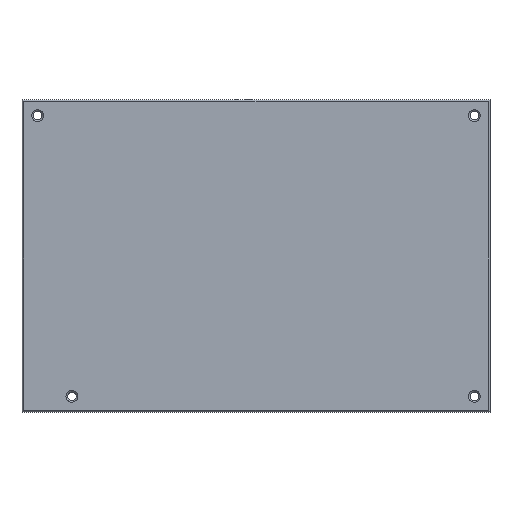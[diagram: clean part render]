
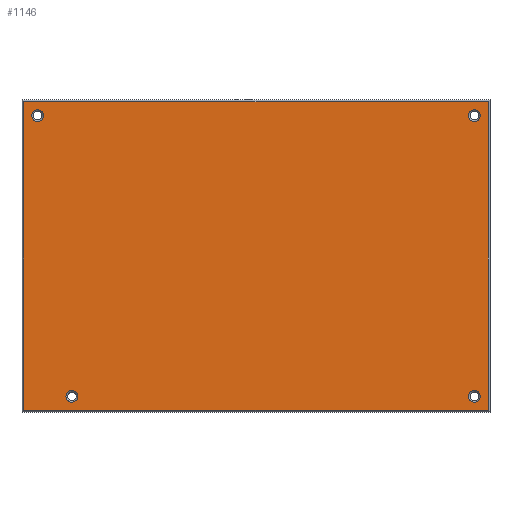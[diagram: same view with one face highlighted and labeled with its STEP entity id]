
A CAD part, top view. The second image highlights one B-rep face of the part: STEP entity #1146.
In plain terms, the highlighted planar face has unit normal (0, 0, 1).
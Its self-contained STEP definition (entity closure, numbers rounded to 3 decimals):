
#28=FACE_BOUND('',#133,.T.);
#29=FACE_BOUND('',#134,.T.);
#30=FACE_BOUND('',#135,.T.);
#31=FACE_BOUND('',#136,.T.);
#44=CIRCLE('',#1229,1.9);
#45=CIRCLE('',#1230,1.9);
#46=CIRCLE('',#1231,1.9);
#47=CIRCLE('',#1232,1.9);
#69=FACE_OUTER_BOUND('',#132,.T.);
#132=EDGE_LOOP('',(#802,#803,#804,#805));
#133=EDGE_LOOP('',(#806));
#134=EDGE_LOOP('',(#807));
#135=EDGE_LOOP('',(#808));
#136=EDGE_LOOP('',(#809));
#200=LINE('',#1626,#342);
#204=LINE('',#1634,#346);
#207=LINE('',#1640,#349);
#211=LINE('',#1646,#353);
#342=VECTOR('',#1308,10.);
#346=VECTOR('',#1314,10.);
#349=VECTOR('',#1319,10.);
#353=VECTOR('',#1325,10.);
#484=VERTEX_POINT('',#1624);
#485=VERTEX_POINT('',#1625);
#488=VERTEX_POINT('',#1633);
#490=VERTEX_POINT('',#1639);
#515=VERTEX_POINT('',#1698);
#516=VERTEX_POINT('',#1700);
#517=VERTEX_POINT('',#1702);
#518=VERTEX_POINT('',#1704);
#592=EDGE_CURVE('',#484,#485,#200,.T.);
#596=EDGE_CURVE('',#485,#488,#204,.T.);
#599=EDGE_CURVE('',#488,#490,#207,.T.);
#603=EDGE_CURVE('',#490,#484,#211,.T.);
#629=EDGE_CURVE('',#515,#515,#44,.T.);
#630=EDGE_CURVE('',#516,#516,#45,.T.);
#631=EDGE_CURVE('',#517,#517,#46,.T.);
#632=EDGE_CURVE('',#518,#518,#47,.T.);
#802=ORIENTED_EDGE('',*,*,#592,.F.);
#803=ORIENTED_EDGE('',*,*,#603,.F.);
#804=ORIENTED_EDGE('',*,*,#599,.F.);
#805=ORIENTED_EDGE('',*,*,#596,.F.);
#806=ORIENTED_EDGE('',*,*,#629,.F.);
#807=ORIENTED_EDGE('',*,*,#630,.F.);
#808=ORIENTED_EDGE('',*,*,#631,.F.);
#809=ORIENTED_EDGE('',*,*,#632,.F.);
#1096=PLANE('',#1228);
#1146=ADVANCED_FACE('',(#69,#28,#29,#30,#31),#1096,.T.);
#1228=AXIS2_PLACEMENT_3D('',#1697,#1360,#1361);
#1229=AXIS2_PLACEMENT_3D('',#1699,#1362,#1363);
#1230=AXIS2_PLACEMENT_3D('',#1701,#1364,#1365);
#1231=AXIS2_PLACEMENT_3D('',#1703,#1366,#1367);
#1232=AXIS2_PLACEMENT_3D('',#1705,#1368,#1369);
#1308=DIRECTION('',(0.,1.,0.));
#1314=DIRECTION('',(1.,0.,0.));
#1319=DIRECTION('',(0.,-1.,0.));
#1325=DIRECTION('',(-1.,0.,0.));
#1360=DIRECTION('center_axis',(0.,0.,1.));
#1361=DIRECTION('ref_axis',(1.,0.,0.));
#1362=DIRECTION('center_axis',(0.,0.,1.));
#1363=DIRECTION('ref_axis',(-1.,0.,0.));
#1364=DIRECTION('center_axis',(0.,0.,1.));
#1365=DIRECTION('ref_axis',(-1.,0.,0.));
#1366=DIRECTION('center_axis',(0.,0.,1.));
#1367=DIRECTION('ref_axis',(-1.,0.,0.));
#1368=DIRECTION('center_axis',(0.,0.,1.));
#1369=DIRECTION('ref_axis',(-1.,0.,0.));
#1624=CARTESIAN_POINT('',(-74.5,-49.5,34.));
#1625=CARTESIAN_POINT('',(-74.5,49.5,34.));
#1626=CARTESIAN_POINT('',(-74.5,25.,34.));
#1633=CARTESIAN_POINT('',(74.5,49.5,34.));
#1634=CARTESIAN_POINT('',(37.5,49.5,34.));
#1639=CARTESIAN_POINT('',(74.5,-49.5,34.));
#1640=CARTESIAN_POINT('',(74.5,-25.,34.));
#1646=CARTESIAN_POINT('',(-37.5,-49.5,34.));
#1697=CARTESIAN_POINT('Origin',(0.,0.,
34.));
#1698=CARTESIAN_POINT('',(-68.1,45.,34.));
#1699=CARTESIAN_POINT('Origin',(-70.,45.,34.));
#1700=CARTESIAN_POINT('',(-57.1,-45.,34.));
#1701=CARTESIAN_POINT('Origin',(-59.,-45.,34.));
#1702=CARTESIAN_POINT('',(71.9,-45.,34.));
#1703=CARTESIAN_POINT('Origin',(70.,-45.,34.));
#1704=CARTESIAN_POINT('',(71.9,45.,34.));
#1705=CARTESIAN_POINT('Origin',(70.,45.,34.));
